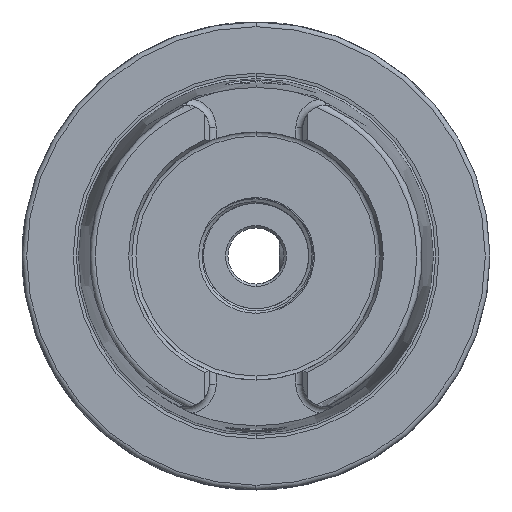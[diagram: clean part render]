
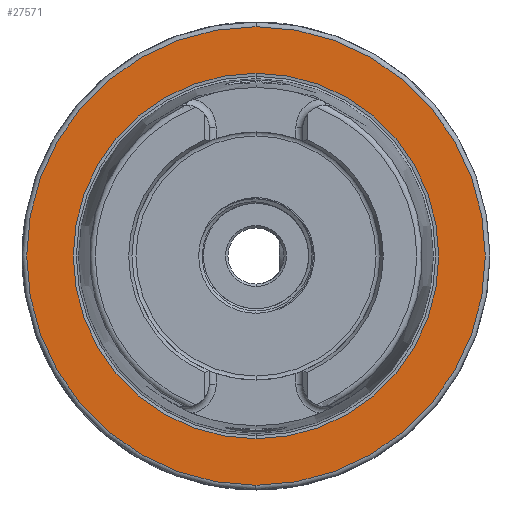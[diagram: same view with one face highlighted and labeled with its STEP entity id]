
A CAD part, left-side view. The second image highlights one B-rep face of the part: STEP entity #27571.
In plain terms, the highlighted planar face has unit normal (-1, 0, 0).
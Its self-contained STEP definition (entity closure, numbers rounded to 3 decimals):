
#1734 = CIRCLE ( 'NONE', #30837, 49. ) ;
#1739 = CIRCLE ( 'NONE', #30830, 39.054 ) ;
#3582 = CARTESIAN_POINT ( 'NONE',  ( 0., 0., -39.054 ) ) ;
#3599 = CARTESIAN_POINT ( 'NONE',  ( 0., 0., 49. ) ) ;
#4462 = VERTEX_POINT ( 'NONE', #11777 ) ;
#4475 = VERTEX_POINT ( 'NONE', #11775 ) ;
#4678 = EDGE_CURVE ( 'NONE', #4475, #16333, #13289, .T. ) ;
#4681 = EDGE_CURVE ( 'NONE', #16329, #4462, #13305, .T. ) ;
#6424 = AXIS2_PLACEMENT_3D ( 'NONE', #23775, #23754, #23782 ) ;
#6428 = AXIS2_PLACEMENT_3D ( 'NONE', #23755, #23756, #23791 ) ;
#6794 = EDGE_CURVE ( 'NONE', #4462, #16329, #1734, .T. ) ;
#6803 = EDGE_CURVE ( 'NONE', #16333, #4475, #1739, .T. ) ;
#9796 = EDGE_LOOP ( 'NONE', ( #13293, #13279 ) ) ;
#9863 = EDGE_LOOP ( 'NONE', ( #13280, #13317 ) ) ;
#11775 = CARTESIAN_POINT ( 'NONE',  ( 0., 0., 39.054 ) ) ;
#11777 = CARTESIAN_POINT ( 'NONE',  ( 0., 0., -49. ) ) ;
#13279 = ORIENTED_EDGE ( 'NONE', *, *, #6803, .T. ) ;
#13280 = ORIENTED_EDGE ( 'NONE', *, *, #4681, .T. ) ;
#13289 = CIRCLE ( 'NONE', #6424, 39.054 ) ;
#13293 = ORIENTED_EDGE ( 'NONE', *, *, #4678, .T. ) ;
#13305 = CIRCLE ( 'NONE', #6428, 49. ) ;
#13317 = ORIENTED_EDGE ( 'NONE', *, *, #6794, .T. ) ;
#15828 = PLANE ( 'NONE',  #30800 ) ;
#15847 = CARTESIAN_POINT ( 'NONE',  ( 0., 39.054, 0. ) ) ;
#15865 = DIRECTION ( 'NONE',  ( 0., 0., 1. ) ) ;
#15875 = DIRECTION ( 'NONE',  ( -1., 0., 0. ) ) ;
#16329 = VERTEX_POINT ( 'NONE', #3599 ) ;
#16333 = VERTEX_POINT ( 'NONE', #3582 ) ;
#16541 = FACE_BOUND ( 'NONE', #9796, .T. ) ;
#16546 = FACE_OUTER_BOUND ( 'NONE', #9863, .T. ) ;
#23754 = DIRECTION ( 'NONE',  ( 1., 0., 0. ) ) ;
#23755 = CARTESIAN_POINT ( 'NONE',  ( 0., 0., 0. ) ) ;
#23756 = DIRECTION ( 'NONE',  ( -1., 0., 0. ) ) ;
#23775 = CARTESIAN_POINT ( 'NONE',  ( 0., 0., 0. ) ) ;
#23782 = DIRECTION ( 'NONE',  ( 0., 0., -1. ) ) ;
#23791 = DIRECTION ( 'NONE',  ( 0., 0., 1. ) ) ;
#24081 = DIRECTION ( 'NONE',  ( -1., 0., 0. ) ) ;
#24092 = DIRECTION ( 'NONE',  ( 1., 0., 0. ) ) ;
#24096 = CARTESIAN_POINT ( 'NONE',  ( 0., 0., 0. ) ) ;
#24101 = DIRECTION ( 'NONE',  ( 0., 0., -1. ) ) ;
#24115 = DIRECTION ( 'NONE',  ( 0., 0., 1. ) ) ;
#24116 = CARTESIAN_POINT ( 'NONE',  ( 0., 0., 0. ) ) ;
#27571 = ADVANCED_FACE ( 'NONE', ( #16546, #16541 ), #15828, .T. ) ;
#30800 = AXIS2_PLACEMENT_3D ( 'NONE', #15847, #15875, #15865 ) ;
#30830 = AXIS2_PLACEMENT_3D ( 'NONE', #24116, #24092, #24101 ) ;
#30837 = AXIS2_PLACEMENT_3D ( 'NONE', #24096, #24081, #24115 ) ;
